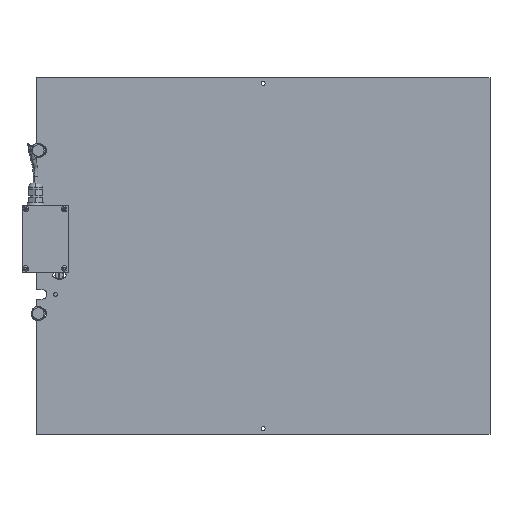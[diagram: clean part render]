
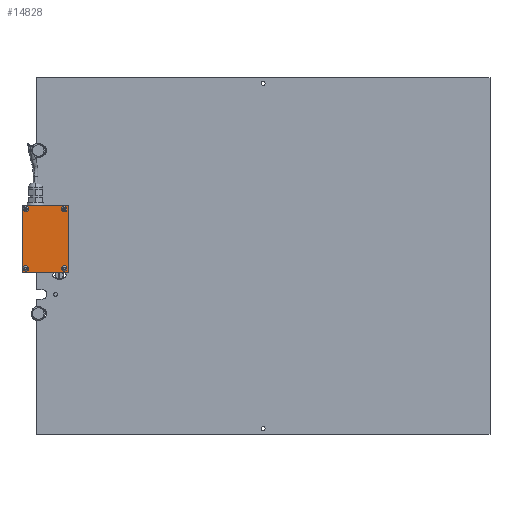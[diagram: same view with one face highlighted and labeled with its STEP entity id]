
A CAD part, front view. The second image highlights one B-rep face of the part: STEP entity #14828.
In plain terms, the highlighted planar face has unit normal (0, -1, 0).
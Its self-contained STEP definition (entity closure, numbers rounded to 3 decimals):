
#109 = VERTEX_POINT ( 'NONE', #19151 ) ;
#159 = DIRECTION ( 'NONE',  ( 0., 0., -1. ) ) ;
#617 = LINE ( 'NONE', #4271, #2511 ) ;
#687 = FACE_OUTER_BOUND ( 'NONE', #2690, .T. ) ;
#1260 = AXIS2_PLACEMENT_3D ( 'NONE', #4009, #8348, #7106 ) ;
#1297 = DIRECTION ( 'NONE',  ( 0., 0., -1. ) ) ;
#1334 = VERTEX_POINT ( 'NONE', #1604 ) ;
#1517 = EDGE_LOOP ( 'NONE', ( #1586, #12939 ) ) ;
#1586 = ORIENTED_EDGE ( 'NONE', *, *, #19048, .F. ) ;
#1604 = CARTESIAN_POINT ( 'NONE',  ( -20., 0., 32.8 ) ) ;
#1736 = ORIENTED_EDGE ( 'NONE', *, *, #10770, .F. ) ;
#2123 = FACE_BOUND ( 'NONE', #16951, .T. ) ;
#2358 = VERTEX_POINT ( 'NONE', #10256 ) ;
#2511 = VECTOR ( 'NONE', #1297, 1000. ) ;
#2690 = EDGE_LOOP ( 'NONE', ( #3522, #14750, #5203, #13897 ) ) ;
#3018 = EDGE_CURVE ( 'NONE', #10478, #1334, #12963, .T. ) ;
#3293 = DIRECTION ( 'NONE',  ( 0., -1., 0. ) ) ;
#3465 = CIRCLE ( 'NONE', #6241, 1.8 ) ;
#3522 = ORIENTED_EDGE ( 'NONE', *, *, #8957, .F. ) ;
#3742 = DIRECTION ( 'NONE',  ( 0., 0., -1. ) ) ;
#3799 = DIRECTION ( 'NONE',  ( 1., 0., 0. ) ) ;
#4009 = CARTESIAN_POINT ( 'NONE',  ( 20., 0., -31. ) ) ;
#4017 = DIRECTION ( 'NONE',  ( 0., -1., 0. ) ) ;
#4088 = VERTEX_POINT ( 'NONE', #4431 ) ;
#4271 = CARTESIAN_POINT ( 'NONE',  ( 24., 0., 35. ) ) ;
#4291 = CARTESIAN_POINT ( 'NONE',  ( -24., 0., 35. ) ) ;
#4431 = CARTESIAN_POINT ( 'NONE',  ( -24., 0., -35. ) ) ;
#4565 = CARTESIAN_POINT ( 'NONE',  ( 20., 0., 31. ) ) ;
#4728 = EDGE_CURVE ( 'NONE', #18082, #109, #3465, .T. ) ;
#4890 = ORIENTED_EDGE ( 'NONE', *, *, #12597, .F. ) ;
#5155 = CIRCLE ( 'NONE', #8833, 1.8 ) ;
#5203 = ORIENTED_EDGE ( 'NONE', *, *, #7816, .F. ) ;
#5432 = CARTESIAN_POINT ( 'NONE',  ( -24., 0., 35. ) ) ;
#5578 = VERTEX_POINT ( 'NONE', #5432 ) ;
#5726 = CIRCLE ( 'NONE', #16274, 1.8 ) ;
#6167 = VECTOR ( 'NONE', #13403, 1000. ) ;
#6179 = DIRECTION ( 'NONE',  ( 0., 0., -1. ) ) ;
#6241 = AXIS2_PLACEMENT_3D ( 'NONE', #7736, #6506, #16677 ) ;
#6274 = CARTESIAN_POINT ( 'NONE',  ( 20., 0., 29.2 ) ) ;
#6363 = EDGE_CURVE ( 'NONE', #10219, #4088, #15766, .T. ) ;
#6447 = CIRCLE ( 'NONE', #13861, 1.8 ) ;
#6506 = DIRECTION ( 'NONE',  ( 0., -1., 0. ) ) ;
#6583 = PLANE ( 'NONE',  #7608 ) ;
#6688 = CARTESIAN_POINT ( 'NONE',  ( -20., 0., 29.2 ) ) ;
#6722 = CARTESIAN_POINT ( 'NONE',  ( -20., 0., -31. ) ) ;
#6731 = EDGE_CURVE ( 'NONE', #11095, #2358, #6447, .T. ) ;
#6737 = DIRECTION ( 'NONE',  ( 0., 0., -1. ) ) ;
#6814 = DIRECTION ( 'NONE',  ( 0., -1., 0. ) ) ;
#7106 = DIRECTION ( 'NONE',  ( 0., 0., -1. ) ) ;
#7608 = AXIS2_PLACEMENT_3D ( 'NONE', #12500, #3293, #15114 ) ;
#7656 = LINE ( 'NONE', #4291, #6167 ) ;
#7736 = CARTESIAN_POINT ( 'NONE',  ( 20., 0., -31. ) ) ;
#7816 = EDGE_CURVE ( 'NONE', #4088, #5578, #7656, .T. ) ;
#8348 = DIRECTION ( 'NONE',  ( 0., -1., 0. ) ) ;
#8461 = DIRECTION ( 'NONE',  ( -1., 0., 0. ) ) ;
#8536 = EDGE_LOOP ( 'NONE', ( #15970, #11234 ) ) ;
#8705 = AXIS2_PLACEMENT_3D ( 'NONE', #10521, #15102, #6179 ) ;
#8833 = AXIS2_PLACEMENT_3D ( 'NONE', #13524, #12074, #159 ) ;
#8957 = EDGE_CURVE ( 'NONE', #14300, #10219, #617, .T. ) ;
#9565 = FACE_BOUND ( 'NONE', #1517, .T. ) ;
#9570 = CIRCLE ( 'NONE', #1260, 1.8 ) ;
#9839 = AXIS2_PLACEMENT_3D ( 'NONE', #11565, #4017, #6737 ) ;
#9974 = CARTESIAN_POINT ( 'NONE',  ( 24., 0., -35. ) ) ;
#10219 = VERTEX_POINT ( 'NONE', #9974 ) ;
#10256 = CARTESIAN_POINT ( 'NONE',  ( -20., 0., -29.2 ) ) ;
#10268 = DIRECTION ( 'NONE',  ( 0., -1., 0. ) ) ;
#10328 = CIRCLE ( 'NONE', #14404, 1.8 ) ;
#10478 = VERTEX_POINT ( 'NONE', #6688 ) ;
#10521 = CARTESIAN_POINT ( 'NONE',  ( 20., 0., 31. ) ) ;
#10770 = EDGE_CURVE ( 'NONE', #11769, #17171, #11835, .T. ) ;
#10995 = CARTESIAN_POINT ( 'NONE',  ( -20., 0., 31. ) ) ;
#11095 = VERTEX_POINT ( 'NONE', #17998 ) ;
#11234 = ORIENTED_EDGE ( 'NONE', *, *, #14931, .F. ) ;
#11565 = CARTESIAN_POINT ( 'NONE',  ( -20., 0., 31. ) ) ;
#11769 = VERTEX_POINT ( 'NONE', #16146 ) ;
#11835 = CIRCLE ( 'NONE', #8705, 1.8 ) ;
#12053 = EDGE_CURVE ( 'NONE', #17171, #11769, #10328, .T. ) ;
#12074 = DIRECTION ( 'NONE',  ( 0., -1., 0. ) ) ;
#12500 = CARTESIAN_POINT ( 'NONE',  ( 0., 0., 0. ) ) ;
#12597 = EDGE_CURVE ( 'NONE', #1334, #10478, #5726, .T. ) ;
#12616 = LINE ( 'NONE', #17089, #13270 ) ;
#12635 = DIRECTION ( 'NONE',  ( 0., 0., -1. ) ) ;
#12907 = ORIENTED_EDGE ( 'NONE', *, *, #3018, .F. ) ;
#12939 = ORIENTED_EDGE ( 'NONE', *, *, #4728, .F. ) ;
#12963 = CIRCLE ( 'NONE', #9839, 1.8 ) ;
#13270 = VECTOR ( 'NONE', #3799, 1000. ) ;
#13403 = DIRECTION ( 'NONE',  ( 0., 0., 1. ) ) ;
#13524 = CARTESIAN_POINT ( 'NONE',  ( -20., 0., -31. ) ) ;
#13597 = EDGE_LOOP ( 'NONE', ( #17613, #1736 ) ) ;
#13753 = FACE_BOUND ( 'NONE', #13597, .T. ) ;
#13861 = AXIS2_PLACEMENT_3D ( 'NONE', #6722, #6814, #12635 ) ;
#13897 = ORIENTED_EDGE ( 'NONE', *, *, #6363, .F. ) ;
#13949 = FACE_BOUND ( 'NONE', #8536, .T. ) ;
#14300 = VERTEX_POINT ( 'NONE', #16032 ) ;
#14404 = AXIS2_PLACEMENT_3D ( 'NONE', #4565, #10268, #14670 ) ;
#14605 = CARTESIAN_POINT ( 'NONE',  ( -24., 0., -35. ) ) ;
#14670 = DIRECTION ( 'NONE',  ( 0., 0., -1. ) ) ;
#14750 = ORIENTED_EDGE ( 'NONE', *, *, #18357, .F. ) ;
#14828 = ADVANCED_FACE ( 'NONE', ( #9565, #13753, #2123, #13949, #687 ), #6583, .T. ) ;
#14931 = EDGE_CURVE ( 'NONE', #2358, #11095, #5155, .T. ) ;
#15102 = DIRECTION ( 'NONE',  ( 0., -1., 0. ) ) ;
#15114 = DIRECTION ( 'NONE',  ( 0., 0., -1. ) ) ;
#15766 = LINE ( 'NONE', #14605, #18239 ) ;
#15970 = ORIENTED_EDGE ( 'NONE', *, *, #6731, .F. ) ;
#16032 = CARTESIAN_POINT ( 'NONE',  ( 24., 0., 35. ) ) ;
#16146 = CARTESIAN_POINT ( 'NONE',  ( 20., 0., 32.8 ) ) ;
#16274 = AXIS2_PLACEMENT_3D ( 'NONE', #10995, #16936, #3742 ) ;
#16677 = DIRECTION ( 'NONE',  ( 0., 0., -1. ) ) ;
#16936 = DIRECTION ( 'NONE',  ( 0., -1., 0. ) ) ;
#16951 = EDGE_LOOP ( 'NONE', ( #12907, #4890 ) ) ;
#17089 = CARTESIAN_POINT ( 'NONE',  ( -24., 0., 35. ) ) ;
#17171 = VERTEX_POINT ( 'NONE', #6274 ) ;
#17613 = ORIENTED_EDGE ( 'NONE', *, *, #12053, .F. ) ;
#17998 = CARTESIAN_POINT ( 'NONE',  ( -20., 0., -32.8 ) ) ;
#18082 = VERTEX_POINT ( 'NONE', #19145 ) ;
#18239 = VECTOR ( 'NONE', #8461, 1000. ) ;
#18357 = EDGE_CURVE ( 'NONE', #5578, #14300, #12616, .T. ) ;
#19048 = EDGE_CURVE ( 'NONE', #109, #18082, #9570, .T. ) ;
#19145 = CARTESIAN_POINT ( 'NONE',  ( 20., 0., -29.2 ) ) ;
#19151 = CARTESIAN_POINT ( 'NONE',  ( 20., 0., -32.8 ) ) ;
